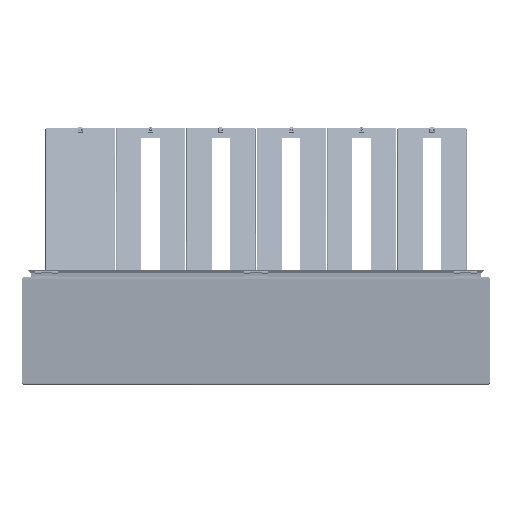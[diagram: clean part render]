
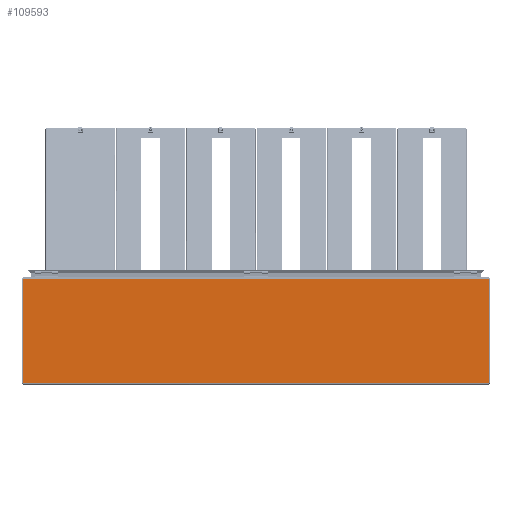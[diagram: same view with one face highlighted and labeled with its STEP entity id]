
A CAD part, front view. The second image highlights one B-rep face of the part: STEP entity #109593.
In plain terms, the highlighted planar face has unit normal (0, -1, 0).
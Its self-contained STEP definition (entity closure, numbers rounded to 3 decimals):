
#14864 = CARTESIAN_POINT ( 'NONE',  ( 598.4, -300., 1.5 ) ) ;
#15568 = CARTESIAN_POINT ( 'NONE',  ( -598.4, -300., 270.5 ) ) ;
#17848 = CARTESIAN_POINT ( 'NONE',  ( 598.4, -300., 270.5 ) ) ;
#19443 = CARTESIAN_POINT ( 'NONE',  ( -598.4, -300., 1.5 ) ) ;
#20340 = LINE ( 'NONE', #20373, #53202 ) ;
#20345 = LINE ( 'NONE', #20360, #53203 ) ;
#20349 = LINE ( 'NONE', #20384, #53201 ) ;
#20360 = CARTESIAN_POINT ( 'NONE',  ( 598.4, -300., 1.5 ) ) ;
#20366 = LINE ( 'NONE', #20408, #53200 ) ;
#20370 = DIRECTION ( 'NONE',  ( 0., 0., 1. ) ) ;
#20373 = CARTESIAN_POINT ( 'NONE',  ( -598.4, -300., 1.5 ) ) ;
#20381 = DIRECTION ( 'NONE',  ( 0., 0., 1. ) ) ;
#20384 = CARTESIAN_POINT ( 'NONE',  ( 597.793, -300., 270.5 ) ) ;
#20391 = DIRECTION ( 'NONE',  ( -1., 0., 0. ) ) ;
#20408 = CARTESIAN_POINT ( 'NONE',  ( -598.5, -300., 1.5 ) ) ;
#20417 = DIRECTION ( 'NONE',  ( -1., 0., 0. ) ) ;
#53200 = VECTOR ( 'NONE', #20417, 1000. ) ;
#53201 = VECTOR ( 'NONE', #20391, 1000. ) ;
#53202 = VECTOR ( 'NONE', #20381, 1000. ) ;
#53203 = VECTOR ( 'NONE', #20370, 1000. ) ;
#58372 = CARTESIAN_POINT ( 'NONE',  ( -598.5, -300., 272. ) ) ;
#58379 = FACE_OUTER_BOUND ( 'NONE', #78706, .T. ) ;
#58381 = PLANE ( 'NONE',  #162103 ) ;
#58387 = DIRECTION ( 'NONE',  ( 0., 1., 0. ) ) ;
#58388 = DIRECTION ( 'NONE',  ( 0., 0., 1. ) ) ;
#78706 = EDGE_LOOP ( 'NONE', ( #127542, #119345, #119348, #119352 ) ) ;
#109593 = ADVANCED_FACE ( 'NONE', ( #58379 ), #58381, .F. ) ;
#119345 = ORIENTED_EDGE ( 'NONE', *, *, #159320, .F. ) ;
#119348 = ORIENTED_EDGE ( 'NONE', *, *, #159323, .F. ) ;
#119352 = ORIENTED_EDGE ( 'NONE', *, *, #159319, .T. ) ;
#127542 = ORIENTED_EDGE ( 'NONE', *, *, #159321, .T. ) ;
#147509 = VERTEX_POINT ( 'NONE', #19443 ) ;
#147639 = VERTEX_POINT ( 'NONE', #17848 ) ;
#148068 = VERTEX_POINT ( 'NONE', #15568 ) ;
#148219 = VERTEX_POINT ( 'NONE', #14864 ) ;
#159319 = EDGE_CURVE ( 'NONE', #148219, #147639, #20345, .T. ) ;
#159320 = EDGE_CURVE ( 'NONE', #147509, #148068, #20340, .T. ) ;
#159321 = EDGE_CURVE ( 'NONE', #147639, #148068, #20349, .T. ) ;
#159323 = EDGE_CURVE ( 'NONE', #148219, #147509, #20366, .T. ) ;
#162103 = AXIS2_PLACEMENT_3D ( 'NONE', #58372, #58387, #58388 ) ;
